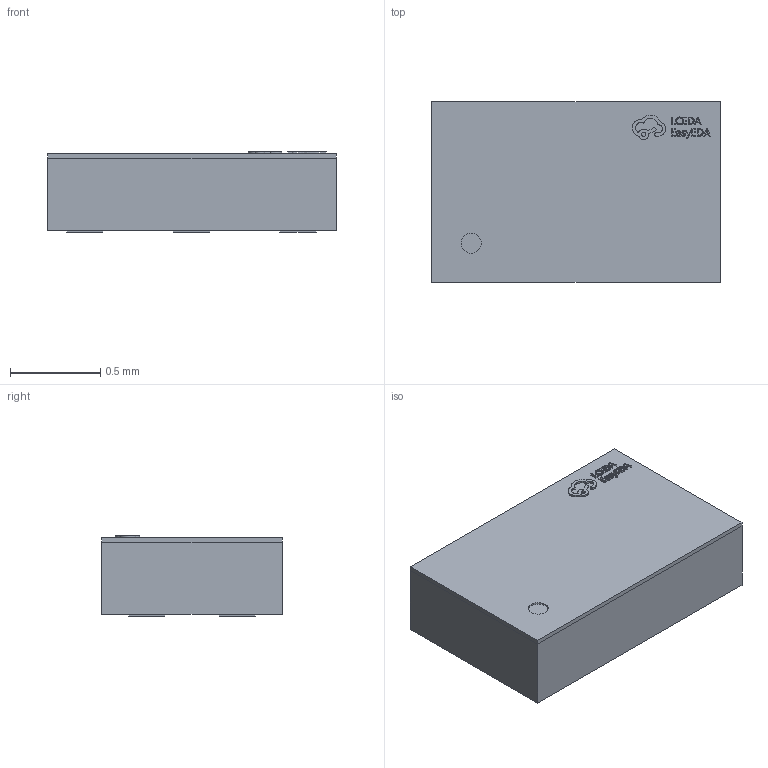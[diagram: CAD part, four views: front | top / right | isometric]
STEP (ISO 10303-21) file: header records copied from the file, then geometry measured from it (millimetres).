
FILE_DESCRIPTION (( 'STEP AP214' ), '1' );
FILE_NAME ('FILTER-SMD_6P-L1.6-W1.0-P0.50-BL.step', '2022-06-24T03:23:01', ( '' ), ( '' ), 'SwSTEP 2.0', 'SolidWorks 2020', '' );
FILE_SCHEMA (( 'AUTOMOTIVE_DESIGN' ));
Length unit declared in the file: millimetre
Products named in the file (1): FILTER-SMD_6P-L1.6-W1.0-P0.50-BL
Bounding box: 1.6 x 1 x 0.45 mm (x, y, z)
Volume: 0.7 mm3; surface area: 9.2 mm2
Topology: 8 solids, 8 shells, 334 faces, 873 edges, 582 vertices
Faces by surface type: plane 220, bspline 112, cylinder 2
Entity records: 15124 total; most frequent: CARTESIAN_POINT 3894, ORIENTED_EDGE 1746, DIRECTION 1095, EDGE_CURVE 873, VECTOR 641, LINE 641, VERTEX_POINT 582, EDGE_LOOP 361
